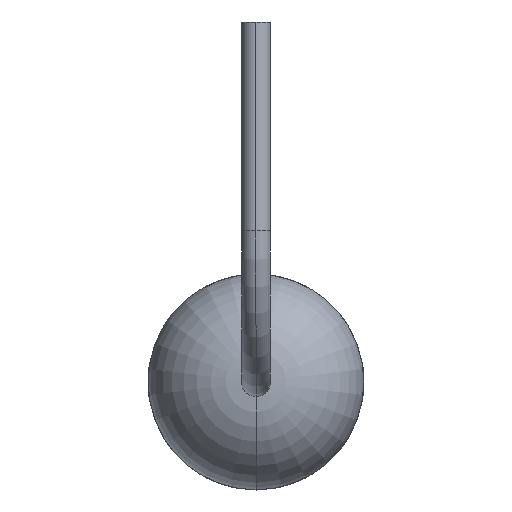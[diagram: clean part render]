
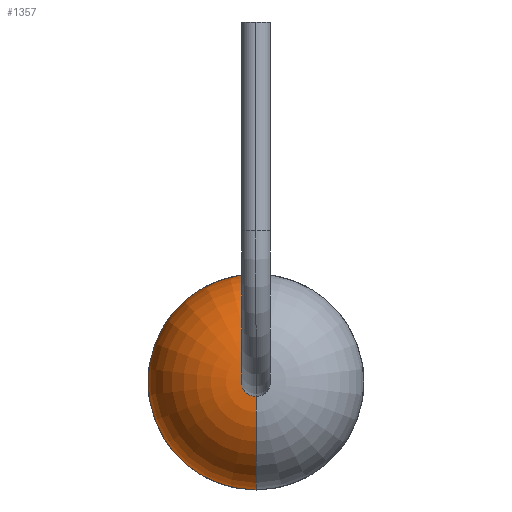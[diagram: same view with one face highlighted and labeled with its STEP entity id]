
A CAD part, left-side view. The second image highlights one B-rep face of the part: STEP entity #1357.
In plain terms, the highlighted toroidal (fillet/blend) face has major radius 0.4 mm and minor radius 2.6 mm.
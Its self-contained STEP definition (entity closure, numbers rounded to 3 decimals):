
#54 = CARTESIAN_POINT ( 'NONE',  ( 2.45, 0., 2.996 ) ) ;
#83 = CARTESIAN_POINT ( 'NONE',  ( 2.45, 0., 0. ) ) ;
#103 = DIRECTION ( 'NONE',  ( 1., 0., 0. ) ) ;
#131 = DIRECTION ( 'NONE',  ( 0., 0., -1. ) ) ;
#132 = AXIS2_PLACEMENT_3D ( 'NONE', #83, #103, #131 ) ;
#133 = CIRCLE ( 'NONE', #132, 2.996 ) ;
#727 = CIRCLE ( 'NONE', #730, 2.6 ) ;
#728 = DIRECTION ( 'NONE',  ( 0., 0., -1. ) ) ;
#729 = DIRECTION ( 'NONE',  ( 0., -1., 0. ) ) ;
#730 = AXIS2_PLACEMENT_3D ( 'NONE', #731, #729, #728 ) ;
#731 = CARTESIAN_POINT ( 'NONE',  ( 2.6, 0., 0.4 ) ) ;
#788 = CARTESIAN_POINT ( 'NONE',  ( 0., 0., 0. ) ) ;
#805 = DIRECTION ( 'NONE',  ( 0., 0., -1. ) ) ;
#806 = DIRECTION ( 'NONE',  ( 1., 0., 0. ) ) ;
#807 = AXIS2_PLACEMENT_3D ( 'NONE', #788, #806, #805 ) ;
#808 = CIRCLE ( 'NONE', #807, 0.4 ) ;
#872 = AXIS2_PLACEMENT_3D ( 'NONE', #1009, #1038, #1042 ) ;
#875 = TOROIDAL_SURFACE ( 'NONE', #895, 0.4, 2.6 ) ;
#891 = CARTESIAN_POINT ( 'NONE',  ( 2.6, 0., 0. ) ) ;
#895 = AXIS2_PLACEMENT_3D ( 'NONE', #891, #934, #973 ) ;
#934 = DIRECTION ( 'NONE',  ( -1., 0., 0. ) ) ;
#973 = DIRECTION ( 'NONE',  ( 0., 0., 1. ) ) ;
#977 = CARTESIAN_POINT ( 'NONE',  ( 0., 0., 0.4 ) ) ;
#1009 = CARTESIAN_POINT ( 'NONE',  ( 2.6, 0., -0.4 ) ) ;
#1010 = CIRCLE ( 'NONE', #872, 2.6 ) ;
#1038 = DIRECTION ( 'NONE',  ( 0., 1., 0. ) ) ;
#1039 = FACE_OUTER_BOUND ( 'NONE', #1363, .T. ) ;
#1042 = DIRECTION ( 'NONE',  ( 0., 0., 1. ) ) ;
#1082 = CARTESIAN_POINT ( 'NONE',  ( 2.45, 0., -2.996 ) ) ;
#1201 = VERTEX_POINT ( 'NONE', #1689 ) ;
#1260 = VERTEX_POINT ( 'NONE', #977 ) ;
#1304 = EDGE_CURVE ( 'NONE', #1406, #1260, #727, .T. ) ;
#1318 = EDGE_CURVE ( 'NONE', #1201, #1260, #808, .T. ) ;
#1336 = ORIENTED_EDGE ( 'NONE', *, *, #1359, .T. ) ;
#1344 = ORIENTED_EDGE ( 'NONE', *, *, #1318, .T. ) ;
#1357 = ADVANCED_FACE ( 'NONE', ( #1039 ), #875, .T. ) ;
#1358 = ORIENTED_EDGE ( 'NONE', *, *, #1304, .F. ) ;
#1359 = EDGE_CURVE ( 'NONE', #1381, #1201, #1010, .T. ) ;
#1363 = EDGE_LOOP ( 'NONE', ( #1392, #1336, #1344, #1358 ) ) ;
#1381 = VERTEX_POINT ( 'NONE', #1082 ) ;
#1392 = ORIENTED_EDGE ( 'NONE', *, *, #1408, .F. ) ;
#1406 = VERTEX_POINT ( 'NONE', #54 ) ;
#1408 = EDGE_CURVE ( 'NONE', #1381, #1406, #133, .T. ) ;
#1689 = CARTESIAN_POINT ( 'NONE',  ( 0., 0., -0.4 ) ) ;
